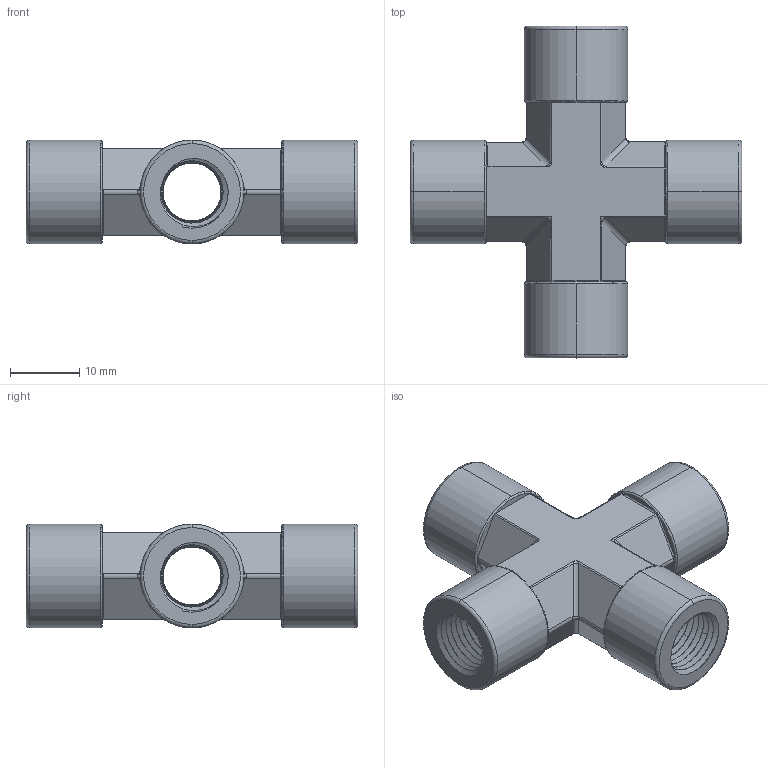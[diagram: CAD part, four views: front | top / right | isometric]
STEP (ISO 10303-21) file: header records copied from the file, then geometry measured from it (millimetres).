
FILE_DESCRIPTION((''),'2;1');
FILE_NAME('001_H-SXA_MASTER','2025-07-08T08:16:17',('Administrator'),(''),'CREO PARAMETRIC BY PTC INC, 2020184','CREO PARAMETRIC BY PTC INC, 2020184','');
FILE_SCHEMA(('AUTOMOTIVE_DESIGN { 1 0 10303 214 1 1 1 1 }'));
Length unit declared in the file: millimetre
Products named in the file (1): 001_H-SXA_MASTER
Bounding box: 48 x 48 x 15 mm (x, y, z)
Volume: 7562.5 mm3; surface area: 7634.7 mm2
Topology: 1 solids, 1 shells, 358 faces, 913 edges, 569 vertices
Faces by surface type: bspline 128, cone 80, cylinder 74, plane 60, torus 16
Entity records: 50451 total; most frequent: CARTESIAN_POINT 40126, ORIENTED_EDGE 1800, DIRECTION 1150, PRESENTATION_STYLE_ASSIGNMENT 915, STYLED_ITEM 915, CURVE_STYLE 914, EDGE_CURVE 900, VERTEX_POINT 542
